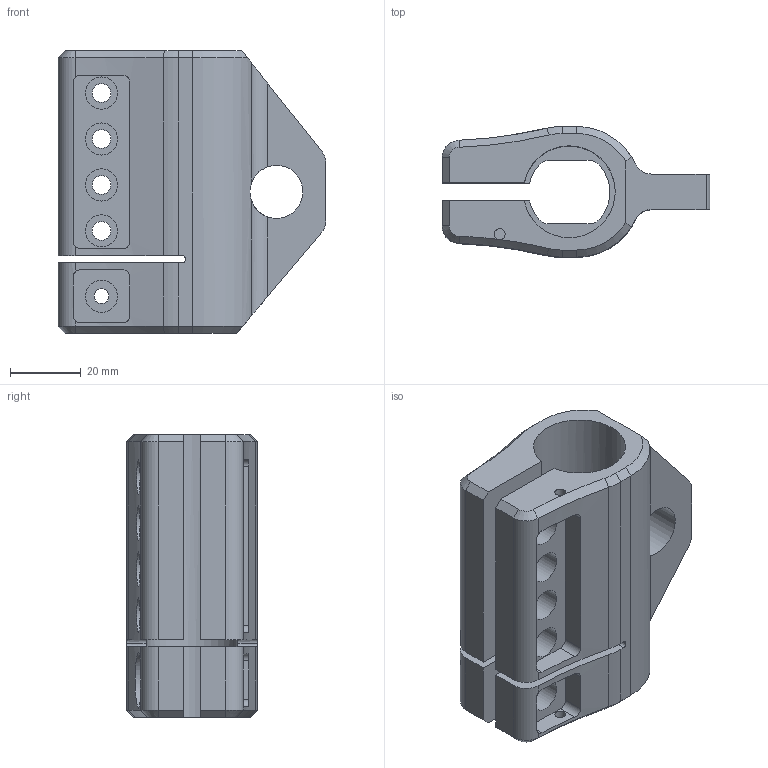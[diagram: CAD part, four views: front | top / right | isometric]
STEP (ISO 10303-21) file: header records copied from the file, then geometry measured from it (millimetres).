
FILE_DESCRIPTION (( 'STEP AP214' ), '1' );
FILE_NAME ('PER-USI-011C-manchon 1EDFrallonge.STEP', '2023-04-03T12:06:50', ( '' ), ( '' ), 'SwSTEP 2.0', 'SolidWorks 2021', '' );
FILE_SCHEMA (( 'AUTOMOTIVE_DESIGN' ));
Length unit declared in the file: millimetre
Products named in the file (1): PER-USI-011C-manchon 1EDFrallonge
Bounding box: 75.81 x 37 x 80 mm (x, y, z)
Volume: 86896.5 mm3; surface area: 29811.5 mm2
Topology: 1 solids, 1 shells, 119 faces, 339 edges, 222 vertices
Faces by surface type: cylinder 54, plane 45, cone 16, bspline 4
Full cylindrical faces by diameter (mm): 3.1 x2, 4.2 x1, 5.3 x4, 9.1 x5, 10 x4, 15 x1, 16 x1
Entity records: 4606 total; most frequent: CARTESIAN_POINT 1589, ORIENTED_EDGE 616, DIRECTION 599, EDGE_CURVE 308, AXIS2_PLACEMENT_3D 227, VERTEX_POINT 209, EDGE_LOOP 163, VECTOR 145
